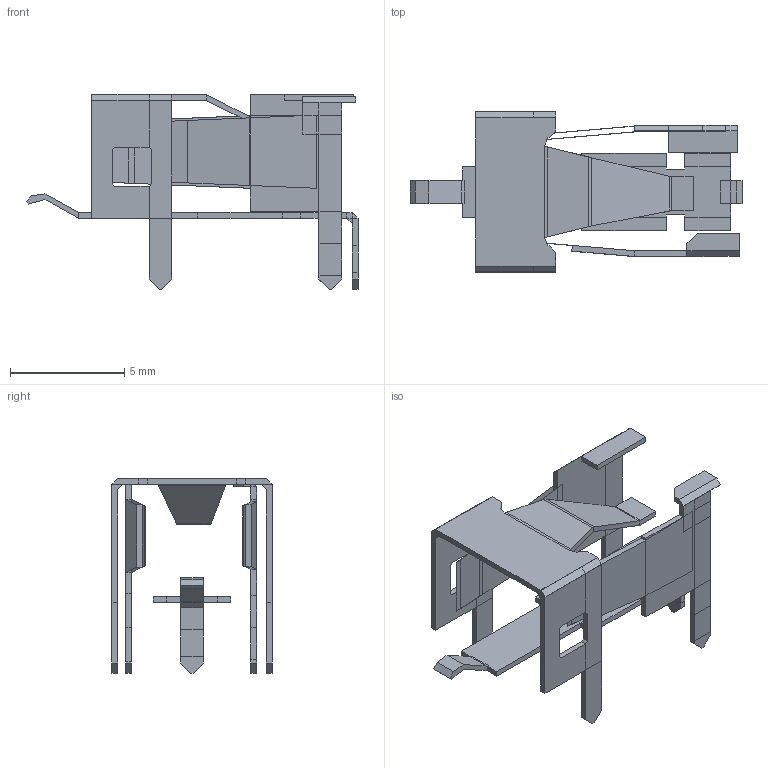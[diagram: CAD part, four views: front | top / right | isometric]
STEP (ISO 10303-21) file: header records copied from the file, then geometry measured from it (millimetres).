
FILE_DESCRIPTION(/* description */ (''),/* implementation_level */ '2;1');
FILE_NAME(/* name */ '3_5mm_Audiosocket_PJ-321B',/* time_stamp */ '2018-02-01T13:07:06+01:00',/* author */ (''),/* organization */ (''),/* preprocessor_version */ 'ST-DEVELOPER v15',/* originating_system */ '',/* authorisation */ '');
FILE_SCHEMA (('AUTOMOTIVE_DESIGN'));
Length unit declared in the file: millimetre
Products named in the file (1): Document
Bounding box: 14.5 x 7 x 8.5 mm (x, y, z)
Volume: 25.5 mm3; surface area: 449 mm2
Topology: 3 solids, 6 shells, 281 faces, 717 edges, 428 vertices
Faces by surface type: bspline 281
Entity records: 17640 total; most frequent: CARTESIAN_POINT 8682, B_SPLINE_CURVE_WITH_KNOTS 1891, ORIENTED_EDGE 1374, PCURVE 1374, DEFINITIONAL_REPRESENTATION 1374, SURFACE_CURVE 708, EDGE_CURVE 708, VERTEX_POINT 426
